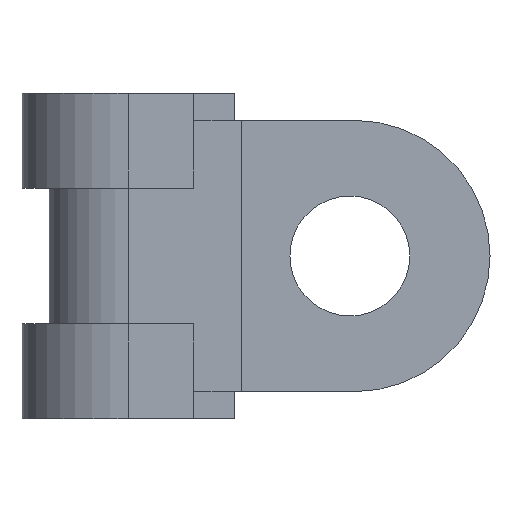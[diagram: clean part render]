
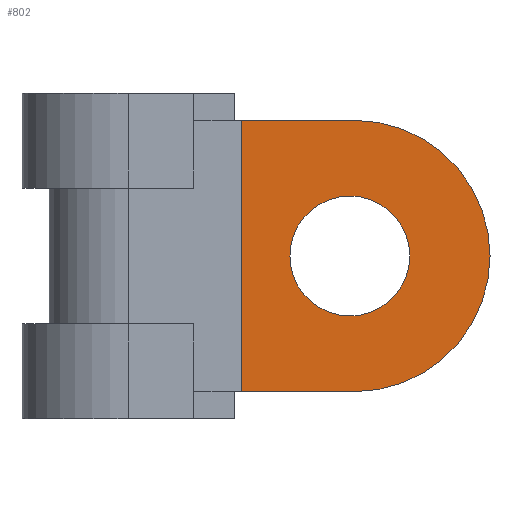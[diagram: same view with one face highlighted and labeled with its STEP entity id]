
A CAD part, front view. The second image highlights one B-rep face of the part: STEP entity #802.
In plain terms, the highlighted planar face has unit normal (0, -1, 0).
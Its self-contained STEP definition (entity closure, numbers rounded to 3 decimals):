
#9 = DIRECTION ( 'NONE',  ( 0., 1., 0. ) ) ;
#32 = CARTESIAN_POINT ( 'NONE',  ( 10., -1.5, 6. ) ) ;
#37 = EDGE_LOOP ( 'NONE', ( #41, #211 ) ) ;
#41 = ORIENTED_EDGE ( 'NONE', *, *, #1436, .T. ) ;
#46 = DIRECTION ( 'NONE',  ( 0., 0., 1. ) ) ;
#74 = ORIENTED_EDGE ( 'NONE', *, *, #233, .F. ) ;
#93 = AXIS2_PLACEMENT_3D ( 'NONE', #493, #9, #981 ) ;
#107 = EDGE_CURVE ( 'NONE', #1274, #1310, #613, .T. ) ;
#112 = DIRECTION ( 'NONE',  ( -1., 0., 0. ) ) ;
#134 = VERTEX_POINT ( 'NONE', #1344 ) ;
#146 = PLANE ( 'NONE',  #1094 ) ;
#182 = DIRECTION ( 'NONE',  ( 0., 1., 0. ) ) ;
#211 = ORIENTED_EDGE ( 'NONE', *, *, #446, .T. ) ;
#233 = EDGE_CURVE ( 'NONE', #1331, #1434, #1136, .T. ) ;
#281 = AXIS2_PLACEMENT_3D ( 'NONE', #421, #182, #46 ) ;
#299 = DIRECTION ( 'NONE',  ( -1., 0., 0. ) ) ;
#371 = CARTESIAN_POINT ( 'NONE',  ( 5., -1.5, -6. ) ) ;
#382 = EDGE_LOOP ( 'NONE', ( #833, #860, #74, #1171 ) ) ;
#387 = CARTESIAN_POINT ( 'NONE',  ( 9.8, -1.5, -2.65 ) ) ;
#421 = CARTESIAN_POINT ( 'NONE',  ( 9.8, -1.5, 0. ) ) ;
#435 = DIRECTION ( 'NONE',  ( 0., 1., 0. ) ) ;
#446 = EDGE_CURVE ( 'NONE', #907, #134, #1252, .T. ) ;
#476 = EDGE_CURVE ( 'NONE', #1434, #1274, #1300, .T. ) ;
#493 = CARTESIAN_POINT ( 'NONE',  ( 9.8, -1.5, 0. ) ) ;
#496 = CARTESIAN_POINT ( 'NONE',  ( 10., -1.5, -6. ) ) ;
#613 = LINE ( 'NONE', #496, #643 ) ;
#623 = DIRECTION ( 'NONE',  ( 0., -1., 0. ) ) ;
#643 = VECTOR ( 'NONE', #112, 1000. ) ;
#668 = CARTESIAN_POINT ( 'NONE',  ( 10., -1.5, 0. ) ) ;
#756 = FACE_OUTER_BOUND ( 'NONE', #382, .T. ) ;
#793 = AXIS2_PLACEMENT_3D ( 'NONE', #668, #435, #299 ) ;
#794 = CIRCLE ( 'NONE', #93, 2.65 ) ;
#802 = ADVANCED_FACE ( 'NONE', ( #1241, #756 ), #146, .T. ) ;
#833 = ORIENTED_EDGE ( 'NONE', *, *, #107, .F. ) ;
#860 = ORIENTED_EDGE ( 'NONE', *, *, #476, .F. ) ;
#863 = CARTESIAN_POINT ( 'NONE',  ( 5., -1.5, 6. ) ) ;
#890 = DIRECTION ( 'NONE',  ( -1., 0., 0. ) ) ;
#906 = EDGE_CURVE ( 'NONE', #1310, #1331, #1105, .T. ) ;
#907 = VERTEX_POINT ( 'NONE', #387 ) ;
#981 = DIRECTION ( 'NONE',  ( 0., 0., 1. ) ) ;
#987 = CARTESIAN_POINT ( 'NONE',  ( 5., -1.5, -6. ) ) ;
#993 = CARTESIAN_POINT ( 'NONE',  ( 10., -1.5, 0. ) ) ;
#998 = VECTOR ( 'NONE', #1229, 1000. ) ;
#1094 = AXIS2_PLACEMENT_3D ( 'NONE', #993, #623, #890 ) ;
#1105 = LINE ( 'NONE', #371, #998 ) ;
#1117 = DIRECTION ( 'NONE',  ( 1., 0., 0. ) ) ;
#1136 = LINE ( 'NONE', #32, #1477 ) ;
#1171 = ORIENTED_EDGE ( 'NONE', *, *, #906, .F. ) ;
#1229 = DIRECTION ( 'NONE',  ( 0., 0., 1. ) ) ;
#1241 = FACE_BOUND ( 'NONE', #37, .T. ) ;
#1252 = CIRCLE ( 'NONE', #281, 2.65 ) ;
#1274 = VERTEX_POINT ( 'NONE', #1445 ) ;
#1300 = CIRCLE ( 'NONE', #793, 6. ) ;
#1310 = VERTEX_POINT ( 'NONE', #987 ) ;
#1331 = VERTEX_POINT ( 'NONE', #863 ) ;
#1344 = CARTESIAN_POINT ( 'NONE',  ( 9.8, -1.5, 2.65 ) ) ;
#1434 = VERTEX_POINT ( 'NONE', #1583 ) ;
#1436 = EDGE_CURVE ( 'NONE', #134, #907, #794, .T. ) ;
#1445 = CARTESIAN_POINT ( 'NONE',  ( 10., -1.5, -6. ) ) ;
#1477 = VECTOR ( 'NONE', #1117, 1000. ) ;
#1583 = CARTESIAN_POINT ( 'NONE',  ( 10., -1.5, 6. ) ) ;
